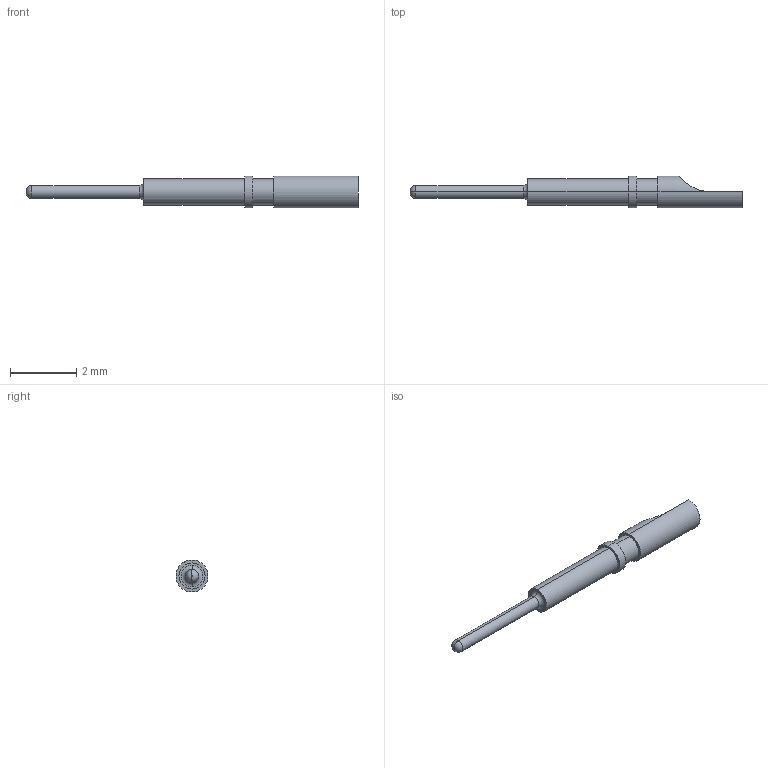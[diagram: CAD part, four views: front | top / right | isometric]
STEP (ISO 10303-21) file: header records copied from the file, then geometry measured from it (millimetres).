
FILE_DESCRIPTION (( 'STEP AP214' ), '1' );
FILE_NAME ('C-ICS40 B1 P2S3.STEP', '2014-06-17T10:43:21', ( 'Authorized User' ), ( '' ), 'SwSTEP 2.0', 'SolidWorks 2014', '' );
FILE_SCHEMA (( 'AUTOMOTIVE_DESIGN' ));
Length unit declared in the file: inch
Products named in the file (1): C-ICS40 B1 P2S3
Bounding box: 10.03 x 0.97 x 0.97 mm (x, y, z)
Volume: 3.2 mm3; surface area: 24.5 mm2
Topology: 1 solids, 1 shells, 28 faces, 59 edges, 35 vertices
Faces by surface type: cylinder 13, plane 8, torus 4, cone 3
Entity records: 816 total; most frequent: CARTESIAN_POINT 161, DIRECTION 144, ORIENTED_EDGE 114, AXIS2_PLACEMENT_3D 60, EDGE_CURVE 57, VERTEX_POINT 35, EDGE_LOOP 32, CIRCLE 31
